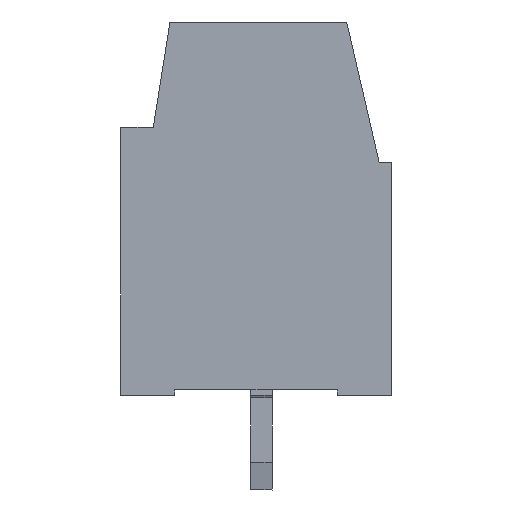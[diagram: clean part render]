
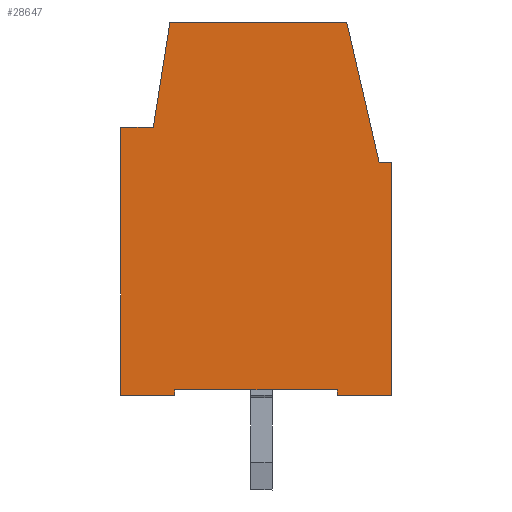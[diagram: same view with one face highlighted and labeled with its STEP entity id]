
A CAD part, left-side view. The second image highlights one B-rep face of the part: STEP entity #28647.
In plain terms, the highlighted planar face has unit normal (-1, 0, 0).
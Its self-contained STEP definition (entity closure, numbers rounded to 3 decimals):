
#28555=AXIS2_PLACEMENT_3D('Plane Axis2P3D',#28552,#28553,#28554) ;
#28163=CARTESIAN_POINT('Vertex',(0.,0.,12.101)) ;
#28166=CARTESIAN_POINT('Line Origine',(0.,0.,7.8)) ;
#28170=CARTESIAN_POINT('Vertex',(0.,0.,3.5)) ;
#28536=CARTESIAN_POINT('Vertex',(0.,0.445,12.1)) ;
#28539=CARTESIAN_POINT('Line Origine',(0.,0.223,12.1)) ;
#28552=CARTESIAN_POINT('Axis2P3D Location',(0.,3.449,14.)) ;
#28557=CARTESIAN_POINT('Line Origine',(0.,1.027,14.623)) ;
#28561=CARTESIAN_POINT('Vertex',(0.,1.609,17.145)) ;
#28564=CARTESIAN_POINT('Line Origine',(0.,1.627,17.223)) ;
#28568=CARTESIAN_POINT('Vertex',(0.,1.645,17.3)) ;
#28571=CARTESIAN_POINT('Line Origine',(0.,4.913,17.3)) ;
#28575=CARTESIAN_POINT('Vertex',(0.,8.181,17.301)) ;
#28578=CARTESIAN_POINT('Line Origine',(0.,8.49,15.351)) ;
#28582=CARTESIAN_POINT('Vertex',(0.,8.799,13.401)) ;
#28585=CARTESIAN_POINT('Line Origine',(0.,9.399,13.401)) ;
#28589=CARTESIAN_POINT('Vertex',(0.,9.999,13.401)) ;
#28592=CARTESIAN_POINT('Line Origine',(0.,10.,8.451)) ;
#28596=CARTESIAN_POINT('Vertex',(0.,10.,3.501)) ;
#28599=CARTESIAN_POINT('Line Origine',(0.,9.,3.501)) ;
#28603=CARTESIAN_POINT('Vertex',(0.,8.,3.501)) ;
#28606=CARTESIAN_POINT('Line Origine',(0.,8.,3.601)) ;
#28610=CARTESIAN_POINT('Vertex',(0.,8.,3.701)) ;
#28613=CARTESIAN_POINT('Line Origine',(0.,5.,3.7)) ;
#28617=CARTESIAN_POINT('Vertex',(0.,2.,3.7)) ;
#28620=CARTESIAN_POINT('Line Origine',(0.,2.,3.6)) ;
#28624=CARTESIAN_POINT('Vertex',(0.,2.,3.5)) ;
#28627=CARTESIAN_POINT('Line Origine',(0.,1.,3.5)) ;
#28167=DIRECTION('Vector Direction',(0.,0.,1.)) ;
#28540=DIRECTION('Vector Direction',(0.,-1.,0.001)) ;
#28553=DIRECTION('Axis2P3D Direction',(1.,0.,0.)) ;
#28554=DIRECTION('Axis2P3D XDirection',(0.,1.,0.)) ;
#28558=DIRECTION('Vector Direction',(0.,0.225,0.974)) ;
#28565=DIRECTION('Vector Direction',(0.,0.225,0.974)) ;
#28572=DIRECTION('Vector Direction',(0.,-1.,0.)) ;
#28579=DIRECTION('Vector Direction',(0.,0.157,-0.988)) ;
#28586=DIRECTION('Vector Direction',(0.,-1.,0.)) ;
#28593=DIRECTION('Vector Direction',(0.,0.,-1.)) ;
#28600=DIRECTION('Vector Direction',(0.,-1.,0.)) ;
#28607=DIRECTION('Vector Direction',(0.,0.,1.)) ;
#28614=DIRECTION('Vector Direction',(0.,-1.,0.)) ;
#28621=DIRECTION('Vector Direction',(0.,0.,-1.)) ;
#28628=DIRECTION('Vector Direction',(0.,-1.,0.)) ;
#28168=VECTOR('Line Direction',#28167,1.) ;
#28541=VECTOR('Line Direction',#28540,1.) ;
#28559=VECTOR('Line Direction',#28558,1.) ;
#28566=VECTOR('Line Direction',#28565,1.) ;
#28573=VECTOR('Line Direction',#28572,1.) ;
#28580=VECTOR('Line Direction',#28579,1.) ;
#28587=VECTOR('Line Direction',#28586,1.) ;
#28594=VECTOR('Line Direction',#28593,1.) ;
#28601=VECTOR('Line Direction',#28600,1.) ;
#28608=VECTOR('Line Direction',#28607,1.) ;
#28615=VECTOR('Line Direction',#28614,1.) ;
#28622=VECTOR('Line Direction',#28621,1.) ;
#28629=VECTOR('Line Direction',#28628,1.) ;
#28633=ORIENTED_EDGE('',*,*,#28172,.T.) ;
#28634=ORIENTED_EDGE('',*,*,#28543,.F.) ;
#28635=ORIENTED_EDGE('',*,*,#28563,.T.) ;
#28636=ORIENTED_EDGE('',*,*,#28570,.T.) ;
#28637=ORIENTED_EDGE('',*,*,#28577,.F.) ;
#28638=ORIENTED_EDGE('',*,*,#28584,.T.) ;
#28639=ORIENTED_EDGE('',*,*,#28591,.F.) ;
#28640=ORIENTED_EDGE('',*,*,#28598,.T.) ;
#28641=ORIENTED_EDGE('',*,*,#28605,.T.) ;
#28642=ORIENTED_EDGE('',*,*,#28612,.T.) ;
#28643=ORIENTED_EDGE('',*,*,#28619,.T.) ;
#28644=ORIENTED_EDGE('',*,*,#28626,.T.) ;
#28645=ORIENTED_EDGE('',*,*,#28631,.T.) ;
#28647=ADVANCED_FACE('COVER',(#28646),#28556,.F.) ;
#28172=EDGE_CURVE('',#28171,#28164,#28169,.T.) ;
#28543=EDGE_CURVE('',#28537,#28164,#28542,.T.) ;
#28563=EDGE_CURVE('',#28537,#28562,#28560,.T.) ;
#28570=EDGE_CURVE('',#28562,#28569,#28567,.T.) ;
#28577=EDGE_CURVE('',#28576,#28569,#28574,.T.) ;
#28584=EDGE_CURVE('',#28576,#28583,#28581,.T.) ;
#28591=EDGE_CURVE('',#28590,#28583,#28588,.T.) ;
#28598=EDGE_CURVE('',#28590,#28597,#28595,.T.) ;
#28605=EDGE_CURVE('',#28597,#28604,#28602,.T.) ;
#28612=EDGE_CURVE('',#28604,#28611,#28609,.T.) ;
#28619=EDGE_CURVE('',#28611,#28618,#28616,.T.) ;
#28626=EDGE_CURVE('',#28618,#28625,#28623,.T.) ;
#28631=EDGE_CURVE('',#28625,#28171,#28630,.T.) ;
#28632=EDGE_LOOP('',(#28633,#28634,#28635,#28636,#28637,#28638,#28639,#28640,#28641,#28642,#28643,#28644,#28645)) ;
#28646=FACE_OUTER_BOUND('',#28632,.T.) ;
#28169=LINE('Line',#28166,#28168) ;
#28542=LINE('Line',#28539,#28541) ;
#28560=LINE('Line',#28557,#28559) ;
#28567=LINE('Line',#28564,#28566) ;
#28574=LINE('Line',#28571,#28573) ;
#28581=LINE('Line',#28578,#28580) ;
#28588=LINE('Line',#28585,#28587) ;
#28595=LINE('Line',#28592,#28594) ;
#28602=LINE('Line',#28599,#28601) ;
#28609=LINE('Line',#28606,#28608) ;
#28616=LINE('Line',#28613,#28615) ;
#28623=LINE('Line',#28620,#28622) ;
#28630=LINE('Line',#28627,#28629) ;
#28556=PLANE('',#28555) ;
#28164=VERTEX_POINT('',#28163) ;
#28171=VERTEX_POINT('',#28170) ;
#28537=VERTEX_POINT('',#28536) ;
#28562=VERTEX_POINT('',#28561) ;
#28569=VERTEX_POINT('',#28568) ;
#28576=VERTEX_POINT('',#28575) ;
#28583=VERTEX_POINT('',#28582) ;
#28590=VERTEX_POINT('',#28589) ;
#28597=VERTEX_POINT('',#28596) ;
#28604=VERTEX_POINT('',#28603) ;
#28611=VERTEX_POINT('',#28610) ;
#28618=VERTEX_POINT('',#28617) ;
#28625=VERTEX_POINT('',#28624) ;
